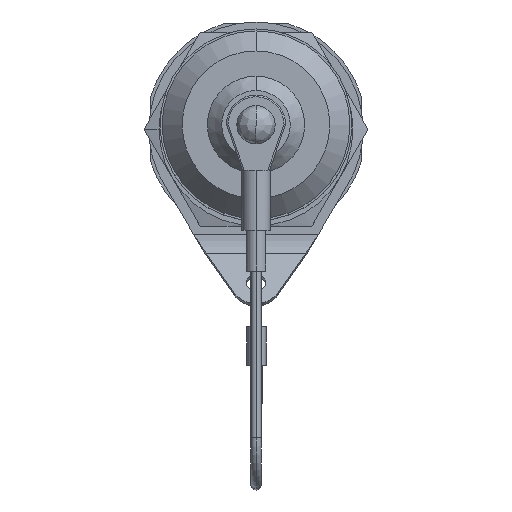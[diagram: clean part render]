
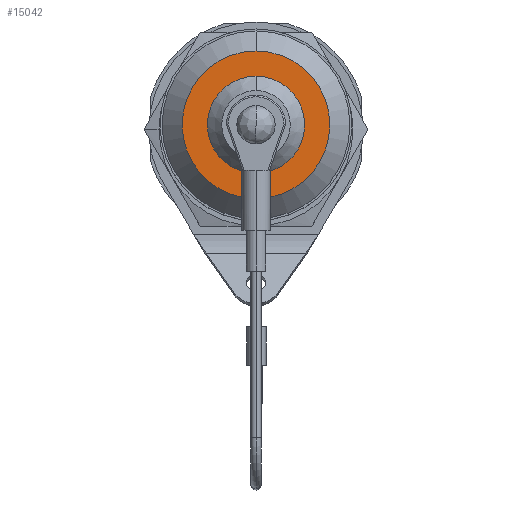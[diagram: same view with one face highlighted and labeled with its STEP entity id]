
A CAD part, top view. The second image highlights one B-rep face of the part: STEP entity #15042.
In plain terms, the highlighted face is planar.
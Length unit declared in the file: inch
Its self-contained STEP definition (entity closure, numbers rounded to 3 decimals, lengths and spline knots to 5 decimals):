
#1221 = DIRECTION ( 'NONE',  ( 0., -1., 0. ) ) ;
#2550 = DIRECTION ( 'NONE',  ( 0., 1., 0. ) ) ;
#2752 = VERTEX_POINT ( 'NONE', #5558 ) ;
#3471 = CARTESIAN_POINT ( 'NONE',  ( 0., 0.68615, -0.481 ) ) ;
#3797 = CIRCLE ( 'NONE', #8887, 0.481 ) ;
#5312 = EDGE_LOOP ( 'NONE', ( #5711, #15680 ) ) ;
#5558 = CARTESIAN_POINT ( 'NONE',  ( 0., 0.68615, -0.3165 ) ) ;
#5583 = DIRECTION ( 'NONE',  ( 0., 1., 0. ) ) ;
#5711 = ORIENTED_EDGE ( 'NONE', *, *, #17807, .F. ) ;
#5838 = FACE_BOUND ( 'NONE', #5312, .T. ) ;
#6267 = ORIENTED_EDGE ( 'NONE', *, *, #14221, .T. ) ;
#6308 = AXIS2_PLACEMENT_3D ( 'NONE', #8037, #18178, #9498 ) ;
#6316 = DIRECTION ( 'NONE',  ( 0., 1., 0. ) ) ;
#6537 = CARTESIAN_POINT ( 'NONE',  ( 0., 0.68615, 0.481 ) ) ;
#7752 = VERTEX_POINT ( 'NONE', #6537 ) ;
#7976 = CARTESIAN_POINT ( 'NONE',  ( 0., 0.68615, 0.3165 ) ) ;
#8037 = CARTESIAN_POINT ( 'NONE',  ( 0., 0.68615, 0. ) ) ;
#8047 = AXIS2_PLACEMENT_3D ( 'NONE', #14990, #6316, #16478 ) ;
#8861 = AXIS2_PLACEMENT_3D ( 'NONE', #14251, #5583, #15729 ) ;
#8887 = AXIS2_PLACEMENT_3D ( 'NONE', #11294, #2550, #12747 ) ;
#9498 = DIRECTION ( 'NONE',  ( 0., 0., 1. ) ) ;
#10995 = CIRCLE ( 'NONE', #8047, 0.3165 ) ;
#11106 = CIRCLE ( 'NONE', #8861, 0.3165 ) ;
#11294 = CARTESIAN_POINT ( 'NONE',  ( 0., 0.68615, 0. ) ) ;
#11377 = DIRECTION ( 'NONE',  ( 0., 0., -1. ) ) ;
#12285 = EDGE_LOOP ( 'NONE', ( #13704, #6267 ) ) ;
#12747 = DIRECTION ( 'NONE',  ( 0., 0., 1. ) ) ;
#13509 = FACE_OUTER_BOUND ( 'NONE', #12285, .T. ) ;
#13704 = ORIENTED_EDGE ( 'NONE', *, *, #17751, .T. ) ;
#14115 = EDGE_CURVE ( 'NONE', #15933, #2752, #10995, .T. ) ;
#14221 = EDGE_CURVE ( 'NONE', #7752, #17296, #16659, .T. ) ;
#14251 = CARTESIAN_POINT ( 'NONE',  ( 0., 0.68615, 0. ) ) ;
#14990 = CARTESIAN_POINT ( 'NONE',  ( 0., 0.68615, 0. ) ) ;
#15042 = ADVANCED_FACE ( 'NONE', ( #5838, #13509 ), #18557, .F. ) ;
#15680 = ORIENTED_EDGE ( 'NONE', *, *, #14115, .F. ) ;
#15729 = DIRECTION ( 'NONE',  ( 0., 0., 1. ) ) ;
#15933 = VERTEX_POINT ( 'NONE', #7976 ) ;
#16478 = DIRECTION ( 'NONE',  ( 0., 0., 1. ) ) ;
#16659 = CIRCLE ( 'NONE', #6308, 0.481 ) ;
#17058 = AXIS2_PLACEMENT_3D ( 'NONE', #18614, #1221, #11377 ) ;
#17296 = VERTEX_POINT ( 'NONE', #3471 ) ;
#17751 = EDGE_CURVE ( 'NONE', #17296, #7752, #3797, .T. ) ;
#17807 = EDGE_CURVE ( 'NONE', #2752, #15933, #11106, .T. ) ;
#18178 = DIRECTION ( 'NONE',  ( 0., 1., 0. ) ) ;
#18557 = PLANE ( 'NONE',  #17058 ) ;
#18614 = CARTESIAN_POINT ( 'NONE',  ( 0., 0.68615, 0.3165 ) ) ;
